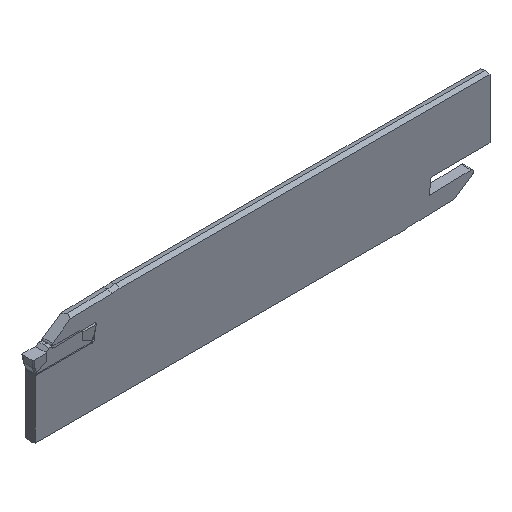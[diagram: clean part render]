
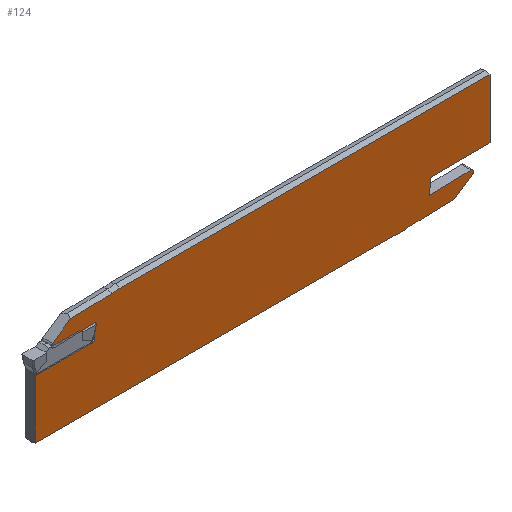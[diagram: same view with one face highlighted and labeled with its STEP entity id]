
A CAD part, isometric view. The second image highlights one B-rep face of the part: STEP entity #124.
In plain terms, the highlighted planar face has unit normal (0, -1, 0).
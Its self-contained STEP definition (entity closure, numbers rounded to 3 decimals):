
#36=CIRCLE('',#1257,25.429);
#37=CIRCLE('',#1258,0.8);
#38=CIRCLE('',#1259,25.429);
#39=CIRCLE('',#1260,0.8);
#124=ADVANCED_FACE('',(#230),#174,.F.);
#174=PLANE('',#1261);
#230=FACE_OUTER_BOUND('',#292,.T.);
#292=EDGE_LOOP('',(#538,#539,#540,#541,#542,#543,#544,#545,#546,#547,#548,
#549,#550,#551,#552,#553,#554,#555));
#538=ORIENTED_EDGE('',*,*,#880,.F.);
#539=ORIENTED_EDGE('',*,*,#881,.F.);
#540=ORIENTED_EDGE('',*,*,#882,.T.);
#541=ORIENTED_EDGE('',*,*,#883,.F.);
#542=ORIENTED_EDGE('',*,*,#884,.F.);
#543=ORIENTED_EDGE('',*,*,#885,.F.);
#544=ORIENTED_EDGE('',*,*,#886,.F.);
#545=ORIENTED_EDGE('',*,*,#887,.F.);
#546=ORIENTED_EDGE('',*,*,#888,.F.);
#547=ORIENTED_EDGE('',*,*,#889,.F.);
#548=ORIENTED_EDGE('',*,*,#890,.F.);
#549=ORIENTED_EDGE('',*,*,#891,.F.);
#550=ORIENTED_EDGE('',*,*,#892,.T.);
#551=ORIENTED_EDGE('',*,*,#893,.F.);
#552=ORIENTED_EDGE('',*,*,#894,.F.);
#553=ORIENTED_EDGE('',*,*,#895,.F.);
#554=ORIENTED_EDGE('',*,*,#896,.F.);
#555=ORIENTED_EDGE('',*,*,#897,.F.);
#738=VERTEX_POINT('',#1871);
#739=VERTEX_POINT('',#1872);
#740=VERTEX_POINT('',#1874);
#741=VERTEX_POINT('',#1876);
#742=VERTEX_POINT('',#1878);
#743=VERTEX_POINT('',#1880);
#744=VERTEX_POINT('',#1882);
#745=VERTEX_POINT('',#1884);
#746=VERTEX_POINT('',#1886);
#747=VERTEX_POINT('',#1888);
#748=VERTEX_POINT('',#1890);
#749=VERTEX_POINT('',#1892);
#750=VERTEX_POINT('',#1894);
#751=VERTEX_POINT('',#1896);
#752=VERTEX_POINT('',#1898);
#753=VERTEX_POINT('',#1900);
#754=VERTEX_POINT('',#1902);
#755=VERTEX_POINT('',#1904);
#880=EDGE_CURVE('',#738,#739,#1018,.T.);
#881=EDGE_CURVE('',#740,#738,#1019,.T.);
#882=EDGE_CURVE('',#740,#741,#1020,.T.);
#883=EDGE_CURVE('',#742,#741,#1021,.T.);
#884=EDGE_CURVE('',#743,#742,#36,.T.);
#885=EDGE_CURVE('',#744,#743,#1022,.T.);
#886=EDGE_CURVE('',#745,#744,#1023,.T.);
#887=EDGE_CURVE('',#746,#745,#37,.T.);
#888=EDGE_CURVE('',#747,#746,#1024,.T.);
#889=EDGE_CURVE('',#748,#747,#1025,.T.);
#890=EDGE_CURVE('',#749,#748,#1026,.T.);
#891=EDGE_CURVE('',#750,#749,#1027,.T.);
#892=EDGE_CURVE('',#750,#751,#1028,.T.);
#893=EDGE_CURVE('',#752,#751,#38,.T.);
#894=EDGE_CURVE('',#753,#752,#1029,.T.);
#895=EDGE_CURVE('',#754,#753,#1030,.T.);
#896=EDGE_CURVE('',#755,#754,#39,.T.);
#897=EDGE_CURVE('',#739,#755,#1031,.T.);
#1018=LINE('',#1870,#1142);
#1019=LINE('',#1873,#1143);
#1020=LINE('',#1875,#1144);
#1021=LINE('',#1877,#1145);
#1022=LINE('',#1881,#1146);
#1023=LINE('',#1883,#1147);
#1024=LINE('',#1887,#1148);
#1025=LINE('',#1889,#1149);
#1026=LINE('',#1891,#1150);
#1027=LINE('',#1893,#1151);
#1028=LINE('',#1895,#1152);
#1029=LINE('',#1899,#1153);
#1030=LINE('',#1901,#1154);
#1031=LINE('',#1905,#1155);
#1142=VECTOR('',#1481,1.);
#1143=VECTOR('',#1482,1.);
#1144=VECTOR('',#1483,1.);
#1145=VECTOR('',#1484,1.);
#1146=VECTOR('',#1487,1.);
#1147=VECTOR('',#1488,1.);
#1148=VECTOR('',#1491,1.);
#1149=VECTOR('',#1492,1.);
#1150=VECTOR('',#1493,1.);
#1151=VECTOR('',#1494,1.);
#1152=VECTOR('',#1495,1.);
#1153=VECTOR('',#1498,1.);
#1154=VECTOR('',#1499,1.);
#1155=VECTOR('',#1502,1.);
#1257=AXIS2_PLACEMENT_3D('',#1879,#1485,#1486);
#1258=AXIS2_PLACEMENT_3D('',#1885,#1489,#1490);
#1259=AXIS2_PLACEMENT_3D('',#1897,#1496,#1497);
#1260=AXIS2_PLACEMENT_3D('',#1903,#1500,#1501);
#1261=AXIS2_PLACEMENT_3D('',#1906,#1503,#1504);
#1481=DIRECTION('',(0.122,0.,0.993));
#1482=DIRECTION('',(1.,0.,0.));
#1483=DIRECTION('',(0.,0.,-1.));
#1484=DIRECTION('',(-1.,0.,0.));
#1485=DIRECTION('',(0.,-1.,0.));
#1486=DIRECTION('',(-0.026,0.,1.));
#1487=DIRECTION('',(-1.,0.,-0.026));
#1488=DIRECTION('',(-0.819,0.,-0.574));
#1489=DIRECTION('',(0.,1.,0.));
#1490=DIRECTION('',(0.,0.,1.));
#1491=DIRECTION('',(1.,0.,0.026));
#1492=DIRECTION('',(-0.122,0.,-0.993));
#1493=DIRECTION('',(-1.,0.,0.));
#1494=DIRECTION('',(0.,0.,-1.));
#1495=DIRECTION('',(-1.,0.,0.));
#1496=DIRECTION('',(0.,-1.,0.));
#1497=DIRECTION('',(0.026,0.,-1.));
#1498=DIRECTION('',(1.,0.,0.026));
#1499=DIRECTION('',(0.819,0.,0.574));
#1500=DIRECTION('',(0.,1.,0.));
#1501=DIRECTION('',(0.,0.,1.));
#1502=DIRECTION('',(-1.,0.,-0.026));
#1503=DIRECTION('',(0.,1.,0.));
#1504=DIRECTION('',(0.,0.,1.));
#1870=CARTESIAN_POINT('',(22.674,0.,21.776));
#1871=CARTESIAN_POINT('',(19.437,0.,-4.582));
#1872=CARTESIAN_POINT('',(20.046,0.,0.375));
#1873=CARTESIAN_POINT('',(150.,0.,-4.582));
#1874=CARTESIAN_POINT('',(0.,0.,-4.582));
#1875=CARTESIAN_POINT('',(0.,0.,6.143));
#1876=CARTESIAN_POINT('',(0.,0.,-24.143));
#1877=CARTESIAN_POINT('',(150.,0.,-24.143));
#1878=CARTESIAN_POINT('',(121.974,0.,-24.143));
#1879=CARTESIAN_POINT('',(125.223,0.,-49.363));
#1880=CARTESIAN_POINT('',(124.568,0.,-23.943));
#1881=CARTESIAN_POINT('',(151.,0.,-23.25));
#1882=CARTESIAN_POINT('',(138.382,0.,-23.581));
#1883=CARTESIAN_POINT('',(160.143,0.,-8.343));
#1884=CARTESIAN_POINT('',(144.255,0.,-19.468));
#1885=CARTESIAN_POINT('',(143.796,0.,-18.813));
#1886=CARTESIAN_POINT('',(143.775,0.,-18.013));
#1887=CARTESIAN_POINT('',(150.628,0.,-17.834));
#1888=CARTESIAN_POINT('',(129.954,0.,-18.375));
#1889=CARTESIAN_POINT('',(133.217,0.,8.203));
#1890=CARTESIAN_POINT('',(130.563,0.,-13.418));
#1891=CARTESIAN_POINT('',(150.,0.,-13.418));
#1892=CARTESIAN_POINT('',(150.,0.,-13.418));
#1893=CARTESIAN_POINT('',(150.,0.,6.143));
#1894=CARTESIAN_POINT('',(150.,0.,6.143));
#1895=CARTESIAN_POINT('',(150.,0.,6.143));
#1896=CARTESIAN_POINT('',(28.026,0.,6.143));
#1897=CARTESIAN_POINT('',(24.777,0.,31.363));
#1898=CARTESIAN_POINT('',(25.432,0.,5.943));
#1899=CARTESIAN_POINT('',(-1.,0.,5.25));
#1900=CARTESIAN_POINT('',(11.618,0.,5.581));
#1901=CARTESIAN_POINT('',(104.738,0.,70.784));
#1902=CARTESIAN_POINT('',(5.745,0.,1.468));
#1903=CARTESIAN_POINT('',(6.204,0.,0.813));
#1904=CARTESIAN_POINT('',(6.225,0.,0.013));
#1905=CARTESIAN_POINT('',(150.062,0.,3.78));
#1906=CARTESIAN_POINT('',(150.,0.,6.143));
